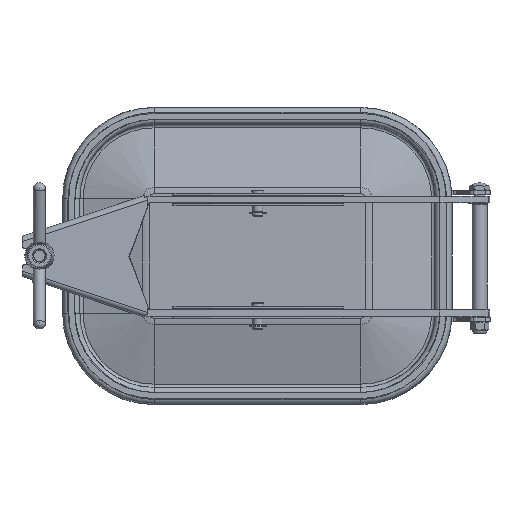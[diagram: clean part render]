
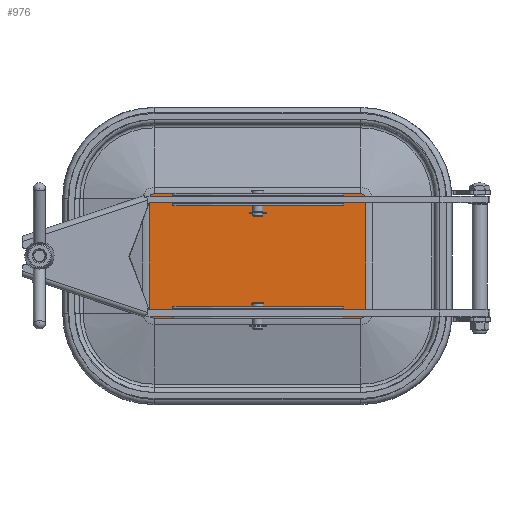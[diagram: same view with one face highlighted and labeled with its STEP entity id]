
A CAD part, top view. The second image highlights one B-rep face of the part: STEP entity #976.
In plain terms, the highlighted planar face has unit normal (0, 0, 1).
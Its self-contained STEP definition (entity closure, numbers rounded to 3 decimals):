
#976 = ADVANCED_FACE( '', ( #2051 ), #2052, .T. );
#2051 = FACE_OUTER_BOUND( '', #3535, .T. );
#2052 = PLANE( '', #3536 );
#3535 = EDGE_LOOP( '', ( #6952, #6953, #6954, #6955, #6956, #6957, #6958, #6959 ) );
#3536 = AXIS2_PLACEMENT_3D( '', #6960, #6961, #6962 );
#6952 = ORIENTED_EDGE( '', *, *, #10388, .T. );
#6953 = ORIENTED_EDGE( '', *, *, #10389, .T. );
#6954 = ORIENTED_EDGE( '', *, *, #10316, .T. );
#6955 = ORIENTED_EDGE( '', *, *, #10390, .T. );
#6956 = ORIENTED_EDGE( '', *, *, #10391, .T. );
#6957 = ORIENTED_EDGE( '', *, *, #10392, .T. );
#6958 = ORIENTED_EDGE( '', *, *, #10393, .T. );
#6959 = ORIENTED_EDGE( '', *, *, #10394, .T. );
#6960 = CARTESIAN_POINT( '', ( -120., 66.5, 20. ) );
#6961 = DIRECTION( '', ( 0., 0., 1. ) );
#6962 = DIRECTION( '', ( 1., 0., 0. ) );
#10316 = EDGE_CURVE( '', #11810, #11808, #11811, .T. );
#10388 = EDGE_CURVE( '', #11931, #11932, #11933, .T. );
#10389 = EDGE_CURVE( '', #11932, #11810, #11934, .T. );
#10390 = EDGE_CURVE( '', #11808, #11935, #11936, .T. );
#10391 = EDGE_CURVE( '', #11935, #11937, #11938, .T. );
#10392 = EDGE_CURVE( '', #11937, #11939, #11940, .T. );
#10393 = EDGE_CURVE( '', #11939, #11941, #11942, .T. );
#10394 = EDGE_CURVE( '', #11941, #11931, #11943, .T. );
#11808 = VERTEX_POINT( '', #13865 );
#11810 = VERTEX_POINT( '', #13867 );
#11811 = CIRCLE( '', #13868, 5.715 );
#11931 = VERTEX_POINT( '', #14039 );
#11932 = VERTEX_POINT( '', #14040 );
#11933 = CIRCLE( '', #14041, 5.715 );
#11934 = LINE( '', #14042, #14043 );
#11935 = VERTEX_POINT( '', #14044 );
#11936 = LINE( '', #14045, #14046 );
#11937 = VERTEX_POINT( '', #14047 );
#11938 = CIRCLE( '', #14048, 5.715 );
#11939 = VERTEX_POINT( '', #14049 );
#11940 = LINE( '', #14050, #14051 );
#11941 = VERTEX_POINT( '', #14052 );
#11942 = CIRCLE( '', #14053, 5.715 );
#11943 = LINE( '', #14054, #14055 );
#13865 = CARTESIAN_POINT( '', ( 120., 72.215, 20. ) );
#13867 = CARTESIAN_POINT( '', ( 125.715, 66.5, 20. ) );
#13868 = AXIS2_PLACEMENT_3D( '', #17681, #17682, #17683 );
#14039 = CARTESIAN_POINT( '', ( 120., -72.215, 20. ) );
#14040 = CARTESIAN_POINT( '', ( 125.715, -66.5, 20. ) );
#14041 = AXIS2_PLACEMENT_3D( '', #17778, #17779, #17780 );
#14042 = CARTESIAN_POINT( '', ( 125.715, 66.5, 20. ) );
#14043 = VECTOR( '', #17781, 1000. );
#14044 = CARTESIAN_POINT( '', ( -120., 72.215, 20. ) );
#14045 = CARTESIAN_POINT( '', ( -120., 72.215, 20. ) );
#14046 = VECTOR( '', #17782, 1000. );
#14047 = CARTESIAN_POINT( '', ( -125.715, 66.5, 20. ) );
#14048 = AXIS2_PLACEMENT_3D( '', #17783, #17784, #17785 );
#14049 = CARTESIAN_POINT( '', ( -125.715, -66.5, 20. ) );
#14050 = CARTESIAN_POINT( '', ( -125.715, -66.5, 20. ) );
#14051 = VECTOR( '', #17786, 1000. );
#14052 = CARTESIAN_POINT( '', ( -120., -72.215, 20. ) );
#14053 = AXIS2_PLACEMENT_3D( '', #17787, #17788, #17789 );
#14054 = CARTESIAN_POINT( '', ( 120., -72.215, 20. ) );
#14055 = VECTOR( '', #17790, 1000. );
#17681 = CARTESIAN_POINT( '', ( 120., 66.5, 20. ) );
#17682 = DIRECTION( '', ( 0., 0., 1. ) );
#17683 = DIRECTION( '', ( 1., 0., 0. ) );
#17778 = CARTESIAN_POINT( '', ( 120., -66.5, 20. ) );
#17779 = DIRECTION( '', ( 0., 0., 1. ) );
#17780 = DIRECTION( '', ( 1., 0., 0. ) );
#17781 = DIRECTION( '', ( 0., 1., 0. ) );
#17782 = DIRECTION( '', ( -1., 0., 0. ) );
#17783 = CARTESIAN_POINT( '', ( -120., 66.5, 20. ) );
#17784 = DIRECTION( '', ( 0., 0., 1. ) );
#17785 = DIRECTION( '', ( 1., 0., 0. ) );
#17786 = DIRECTION( '', ( 0., -1., 0. ) );
#17787 = CARTESIAN_POINT( '', ( -120., -66.5, 20. ) );
#17788 = DIRECTION( '', ( 0., 0., 1. ) );
#17789 = DIRECTION( '', ( 1., 0., 0. ) );
#17790 = DIRECTION( '', ( 1., 0., 0. ) );
